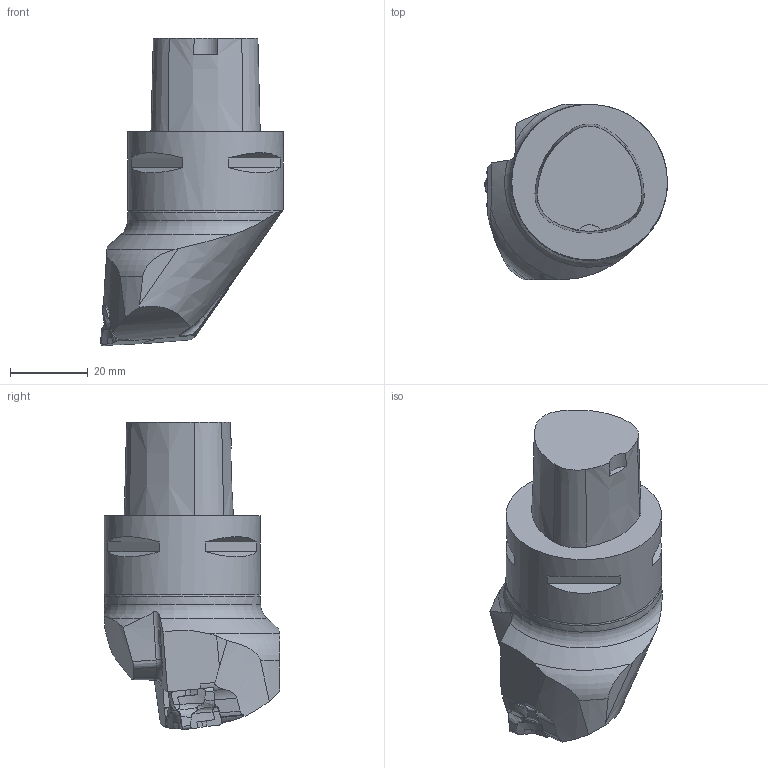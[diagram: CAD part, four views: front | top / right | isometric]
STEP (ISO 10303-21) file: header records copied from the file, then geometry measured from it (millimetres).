
FILE_DESCRIPTION(/* description */ (''),/* implementation_level */ '2;1');
FILE_NAME(/* name */ '1643800354054.stp',/* time_stamp */ '2022-02-02T16:42:50+05:00',/* author */ (''),/* organization */ ('SMS'),/* preprocessor_version */ 'ST-DEVELOPER v16.7',/* originating_system */ 'SIEMENS PLM Software NX 12.0',/* authorisation */ '');
FILE_SCHEMA (('AUTOMOTIVE_DESIGN { 1 0 10303 214 3 1 1 1 }'));
Length unit declared in the file: millimetre
Products named in the file (4): 203724673mod000_00; 203738811mod000_00; ASSEMBLY_CONSTRUCTION; 203738796mod000_00
Assembly tree (3 placements, depth 2):
  203738796mod000_00
    ASSEMBLY_CONSTRUCTION
    203738811mod000_00
    203724673mod000_00
Bounding box: 47 x 45 x 79 mm (x, y, z)
Volume: 70208.7 mm3; surface area: 11459.4 mm2
Topology: 2 solids, 2 shells, 204 faces, 567 edges, 379 vertices
Faces by surface type: plane 94, cylinder 57, extrusion 18, cone 14, bspline 12, torus 9
Full cylindrical faces by diameter (mm): 40 x1
Entity records: 9926 total; most frequent: CARTESIAN_POINT 4827, ORIENTED_EDGE 1128, DIRECTION 903, EDGE_CURVE 564, VERTEX_POINT 370, AXIS2_PLACEMENT_3D 320, VECTOR 263, LINE 245
